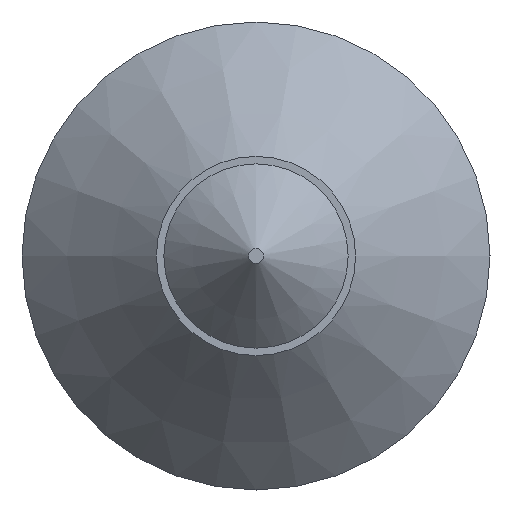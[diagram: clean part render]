
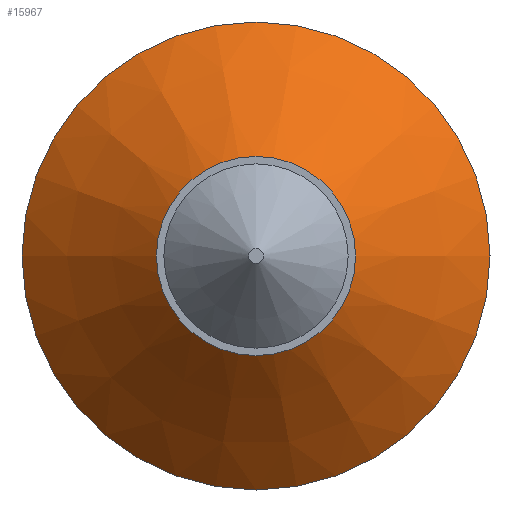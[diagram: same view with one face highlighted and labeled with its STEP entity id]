
A CAD part, front view. The second image highlights one B-rep face of the part: STEP entity #15967.
In plain terms, the highlighted conical face has half-angle 45 degrees and reference radius 2 mm.
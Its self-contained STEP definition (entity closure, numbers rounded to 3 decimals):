
#70 = EDGE_CURVE ( 'NONE', #10337, #10337, #3700, .T. ) ;
#430 = FACE_BOUND ( 'NONE', #1131, .T. ) ;
#1131 = EDGE_LOOP ( 'NONE', ( #15949 ) ) ;
#1357 = EDGE_LOOP ( 'NONE', ( #1756 ) ) ;
#1405 = DIRECTION ( 'NONE',  ( 0., 1., 0. ) ) ;
#1512 = CARTESIAN_POINT ( 'NONE',  ( 0., 2.7, 0. ) ) ;
#1756 = ORIENTED_EDGE ( 'NONE', *, *, #70, .F. ) ;
#2851 = CIRCLE ( 'NONE', #11897, 2. ) ;
#3148 = DIRECTION ( 'NONE',  ( 0., 0., -1. ) ) ;
#3319 = CARTESIAN_POINT ( 'NONE',  ( 0., 0., 0. ) ) ;
#3700 = CIRCLE ( 'NONE', #14819, 4.7 ) ;
#4743 = CARTESIAN_POINT ( 'NONE',  ( -4.7, 2.7, 0. ) ) ;
#5271 = DIRECTION ( 'NONE',  ( 0., 1., 0. ) ) ;
#5328 = DIRECTION ( 'NONE',  ( -1., 0., 0. ) ) ;
#5885 = EDGE_CURVE ( 'NONE', #15253, #15253, #2851, .T. ) ;
#6834 = AXIS2_PLACEMENT_3D ( 'NONE', #12960, #5271, #5328 ) ;
#6958 = DIRECTION ( 'NONE',  ( 0., -1., 0. ) ) ;
#10100 = FACE_OUTER_BOUND ( 'NONE', #1357, .T. ) ;
#10337 = VERTEX_POINT ( 'NONE', #4743 ) ;
#11897 = AXIS2_PLACEMENT_3D ( 'NONE', #3319, #6958, #3148 ) ;
#12960 = CARTESIAN_POINT ( 'NONE',  ( 0., 0., 0. ) ) ;
#12989 = DIRECTION ( 'NONE',  ( -1., 0., 0. ) ) ;
#13337 = CONICAL_SURFACE ( 'NONE', #6834, 2., 0.785 ) ;
#14819 = AXIS2_PLACEMENT_3D ( 'NONE', #1512, #1405, #12989 ) ;
#15253 = VERTEX_POINT ( 'NONE', #16005 ) ;
#15949 = ORIENTED_EDGE ( 'NONE', *, *, #5885, .F. ) ;
#15967 = ADVANCED_FACE ( 'NONE', ( #10100, #430 ), #13337, .T. ) ;
#16005 = CARTESIAN_POINT ( 'NONE',  ( 0., 0., -2. ) ) ;
